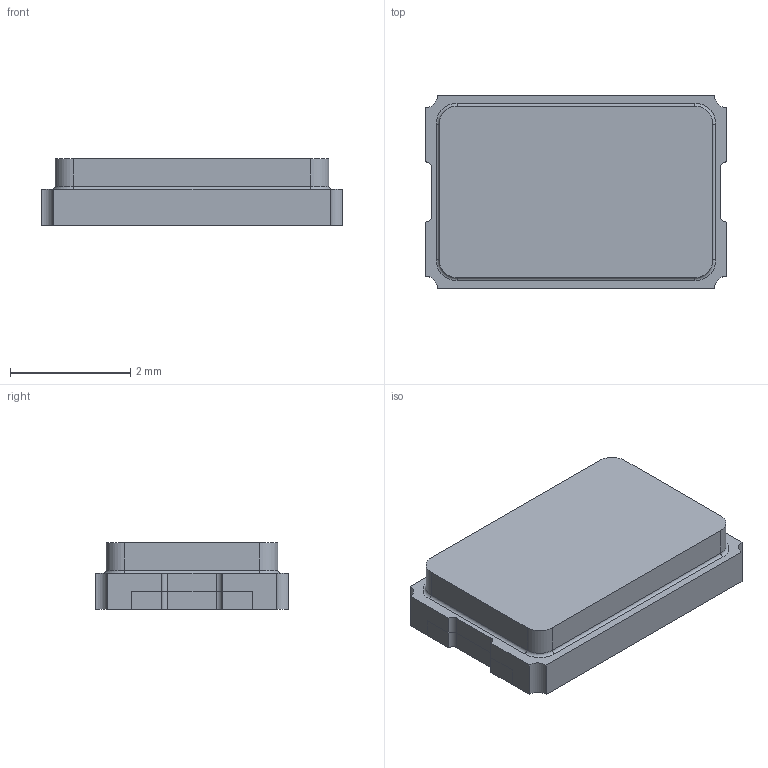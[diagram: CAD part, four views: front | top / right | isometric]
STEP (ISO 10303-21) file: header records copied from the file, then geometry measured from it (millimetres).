
FILE_DESCRIPTION(('FreeCAD Model'),'2;1');
FILE_NAME('Open CASCADE Shape Model','2023-01-05T23:56:18',(''),(''), 'Open CASCADE STEP processor 7.6','FreeCAD','Unknown');
FILE_SCHEMA(('AUTOMOTIVE_DESIGN { 1 0 10303 214 1 1 1 1 }'));
Length unit declared in the file: millimetre
Products named in the file (4): SMD5032_2P; Fillet; Pad001; Pad002
Assembly tree (3 placements, depth 2):
  SMD5032_2P
    Fillet
    Pad001
    Pad002
Bounding box: 5 x 3.2 x 1.11 mm (x, y, z)
Volume: 16 mm3; surface area: 63.4 mm2
Topology: 3 solids, 3 shells, 65 faces, 166 edges, 108 vertices
Faces by surface type: plane 41, cylinder 20, torus 4
Entity records: 4245 total; most frequent: CARTESIAN_POINT 741, DIRECTION 634, LINE 380, VECTOR 380, ORIENTED_EDGE 332, PCURVE 332, DEFINITIONAL_REPRESENTATION 332, EDGE_CURVE 166
